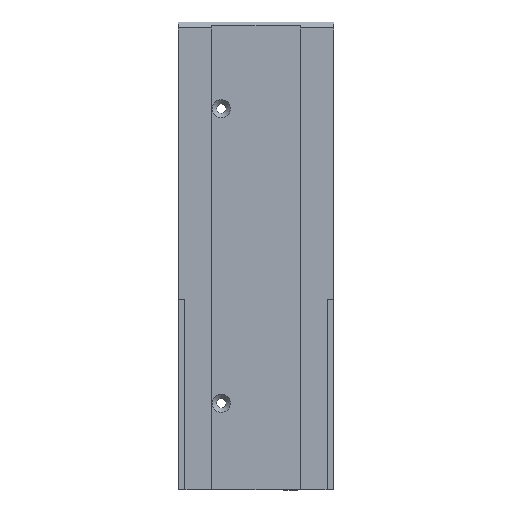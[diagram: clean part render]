
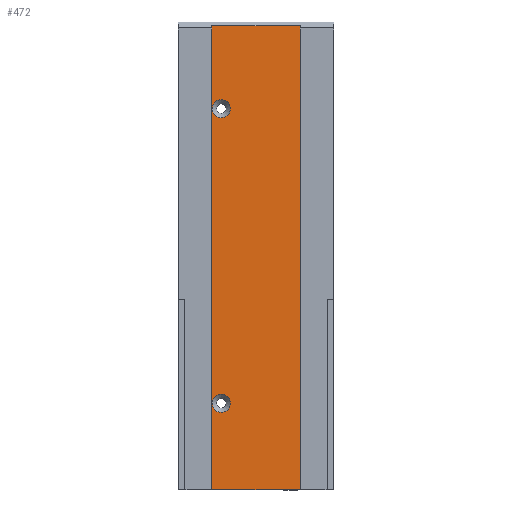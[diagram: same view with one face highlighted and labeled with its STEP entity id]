
A CAD part, top view. The second image highlights one B-rep face of the part: STEP entity #472.
In plain terms, the highlighted planar face has unit normal (0, 0, 1).
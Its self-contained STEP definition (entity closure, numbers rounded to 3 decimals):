
#24=CIRCLE('',#511,5.25);
#25=CIRCLE('',#512,5.25);
#71=ORIENTED_EDGE('',*,*,#187,.T.);
#72=ORIENTED_EDGE('',*,*,#188,.T.);
#73=ORIENTED_EDGE('',*,*,#189,.T.);
#74=ORIENTED_EDGE('',*,*,#190,.T.);
#75=ORIENTED_EDGE('',*,*,#191,.F.);
#76=ORIENTED_EDGE('',*,*,#185,.F.);
#185=EDGE_CURVE('',#240,#241,#292,.T.);
#187=EDGE_CURVE('',#242,#242,#24,.T.);
#188=EDGE_CURVE('',#243,#243,#25,.T.);
#189=EDGE_CURVE('',#240,#244,#294,.T.);
#190=EDGE_CURVE('',#244,#245,#295,.T.);
#191=EDGE_CURVE('',#241,#245,#296,.T.);
#240=VERTEX_POINT('',#713);
#241=VERTEX_POINT('',#715);
#242=VERTEX_POINT('',#719);
#243=VERTEX_POINT('',#721);
#244=VERTEX_POINT('',#723);
#245=VERTEX_POINT('',#725);
#292=LINE('',#714,#349);
#294=LINE('',#722,#351);
#295=LINE('',#724,#352);
#296=LINE('',#726,#353);
#349=VECTOR('',#580,1000.);
#351=VECTOR('',#588,1000.);
#352=VECTOR('',#589,1000.);
#353=VECTOR('',#590,1000.);
#385=EDGE_LOOP('',(#71));
#386=EDGE_LOOP('',(#72));
#387=EDGE_LOOP('',(#73,#74,#75,#76));
#418=FACE_BOUND('',#385,.T.);
#419=FACE_BOUND('',#386,.T.);
#420=FACE_BOUND('',#387,.T.);
#451=PLANE('',#510);
#472=ADVANCED_FACE('',(#418,#419,#420),#451,.T.);
#510=AXIS2_PLACEMENT_3D('',#717,#582,#583);
#511=AXIS2_PLACEMENT_3D('',#718,#584,#585);
#512=AXIS2_PLACEMENT_3D('',#720,#586,#587);
#580=DIRECTION('',(0.,-1.,0.));
#582=DIRECTION('',(0.,0.,1.));
#583=DIRECTION('',(1.,0.,0.));
#584=DIRECTION('',(0.,0.,-1.));
#585=DIRECTION('',(0.,1.,0.));
#586=DIRECTION('',(0.,0.,-1.));
#587=DIRECTION('',(0.,1.,0.));
#588=DIRECTION('',(-1.,0.,0.));
#589=DIRECTION('',(0.,-1.,0.));
#590=DIRECTION('',(-1.,0.,0.));
#713=CARTESIAN_POINT('',(25.5,267.922,9.5));
#714=CARTESIAN_POINT('',(25.5,270.,9.5));
#715=CARTESIAN_POINT('',(25.5,0.,9.5));
#717=CARTESIAN_POINT('',(25.5,270.,9.5));
#718=CARTESIAN_POINT('',(-20.,50.,9.5));
#719=CARTESIAN_POINT('',(-20.,55.25,9.5));
#720=CARTESIAN_POINT('',(-20.,220.,9.5));
#721=CARTESIAN_POINT('',(-20.,225.25,9.5));
#722=CARTESIAN_POINT('',(25.5,267.922,9.5));
#723=CARTESIAN_POINT('',(-25.5,267.922,9.5));
#724=CARTESIAN_POINT('',(-25.5,270.,9.5));
#725=CARTESIAN_POINT('',(-25.5,0.,9.5));
#726=CARTESIAN_POINT('',(25.5,0.,9.5));
